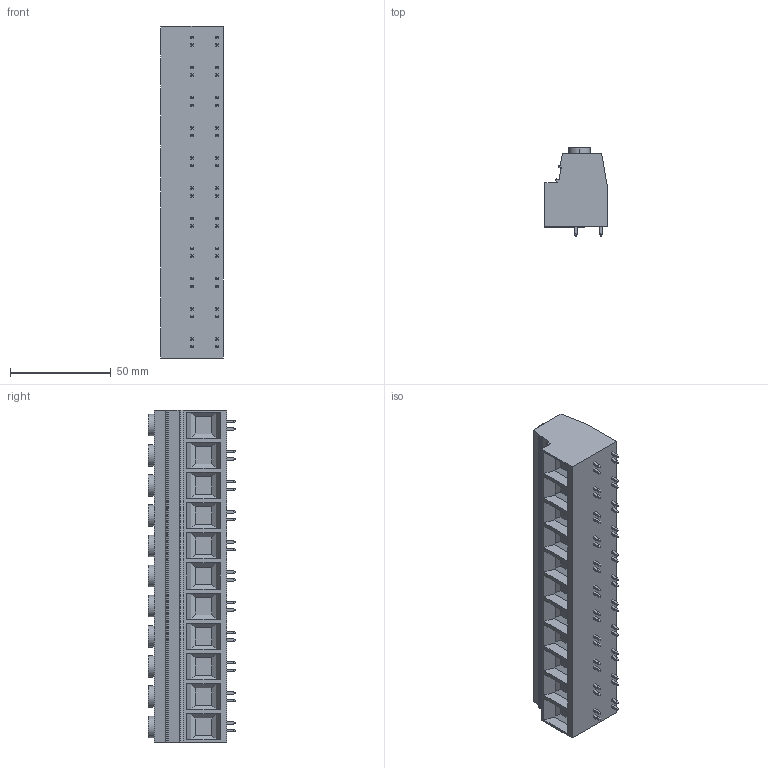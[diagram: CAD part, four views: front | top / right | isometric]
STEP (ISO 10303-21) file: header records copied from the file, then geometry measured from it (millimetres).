
FILE_DESCRIPTION((''),'2;1');
FILE_NAME('PRT0002','2024-09-27T',('sj'),(''),'PRO/ENGINEER BY PARAMETRIC TECHNOLOGY CORPORATION, 2013240','PRO/ENGINEER BY PARAMETRIC TECHNOLOGY CORPORATION, 2013240','');
FILE_SCHEMA(('AUTOMOTIVE_DESIGN_CC2 { 1 2 10303 214 -1 1 5 2 }'));
Length unit declared in the file: millimetre
Products named in the file (1): PRT0002
Bounding box: 31 x 43.51 x 165 mm (x, y, z)
Volume: 146554.6 mm3; surface area: 31944.2 mm2
Topology: 1 solids, 1 shells, 851 faces, 2085 edges, 1324 vertices
Faces by surface type: plane 723, cylinder 128
Entity records: 24621 total; most frequent: CARTESIAN_POINT 4370, ORIENTED_EDGE 4170, DIRECTION 4065, EDGE_CURVE 2085, VECTOR 1763, LINE 1763, VERTEX_POINT 1324, AXIS2_PLACEMENT_3D 1151
